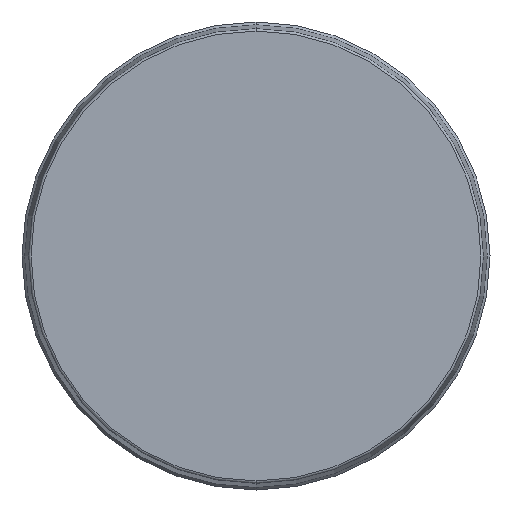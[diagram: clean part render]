
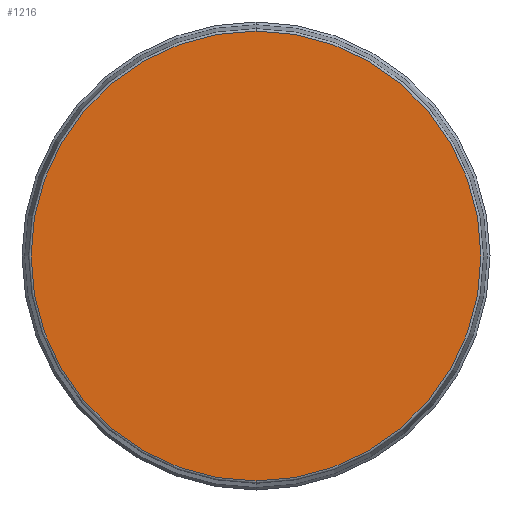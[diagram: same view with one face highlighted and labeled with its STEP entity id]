
A CAD part, front view. The second image highlights one B-rep face of the part: STEP entity #1216.
In plain terms, the highlighted planar face has unit normal (0, -1, 0).
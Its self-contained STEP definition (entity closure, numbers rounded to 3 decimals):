
#126 = EDGE_CURVE ( 'NONE', #1010, #640, #1562, .T. ) ;
#165 = AXIS2_PLACEMENT_3D ( 'NONE', #1484, #653, #1612 ) ;
#295 = AXIS2_PLACEMENT_3D ( 'NONE', #1150, #606, #1563 ) ;
#333 = CARTESIAN_POINT ( 'NONE',  ( 0., -2., 0. ) ) ;
#404 = CIRCLE ( 'NONE', #165, 18.73 ) ;
#475 = DIRECTION ( 'NONE',  ( 0., 0., -1. ) ) ;
#540 = ORIENTED_EDGE ( 'NONE', *, *, #126, .T. ) ;
#606 = DIRECTION ( 'NONE',  ( 0., -1., 0. ) ) ;
#640 = VERTEX_POINT ( 'NONE', #1267 ) ;
#653 = DIRECTION ( 'NONE',  ( 0., -1., 0. ) ) ;
#911 = EDGE_CURVE ( 'NONE', #640, #1010, #404, .T. ) ;
#1009 = PLANE ( 'NONE',  #295 ) ;
#1010 = VERTEX_POINT ( 'NONE', #1363 ) ;
#1150 = CARTESIAN_POINT ( 'NONE',  ( 0., -2., 0. ) ) ;
#1216 = ADVANCED_FACE ( 'NONE', ( #1347 ), #1009, .T. ) ;
#1267 = CARTESIAN_POINT ( 'NONE',  ( 0., -2., -18.73 ) ) ;
#1297 = DIRECTION ( 'NONE',  ( 0., -1., 0. ) ) ;
#1347 = FACE_OUTER_BOUND ( 'NONE', #1445, .T. ) ;
#1363 = CARTESIAN_POINT ( 'NONE',  ( 0., -2., 18.73 ) ) ;
#1445 = EDGE_LOOP ( 'NONE', ( #1448, #540 ) ) ;
#1448 = ORIENTED_EDGE ( 'NONE', *, *, #911, .T. ) ;
#1484 = CARTESIAN_POINT ( 'NONE',  ( 0., -2., 0. ) ) ;
#1562 = CIRCLE ( 'NONE', #1723, 18.73 ) ;
#1563 = DIRECTION ( 'NONE',  ( 0., 0., -1. ) ) ;
#1612 = DIRECTION ( 'NONE',  ( 0., 0., -1. ) ) ;
#1723 = AXIS2_PLACEMENT_3D ( 'NONE', #333, #1297, #475 ) ;
